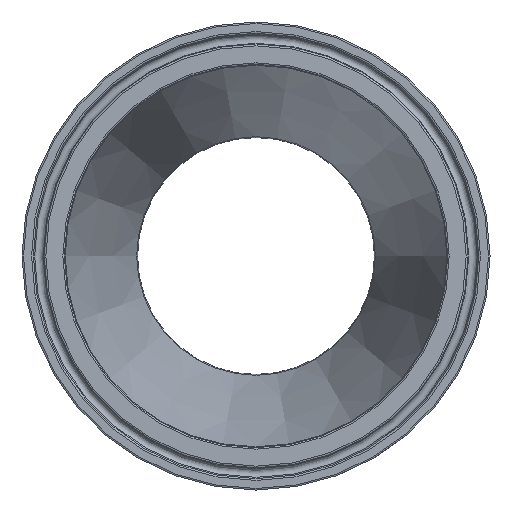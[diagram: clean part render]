
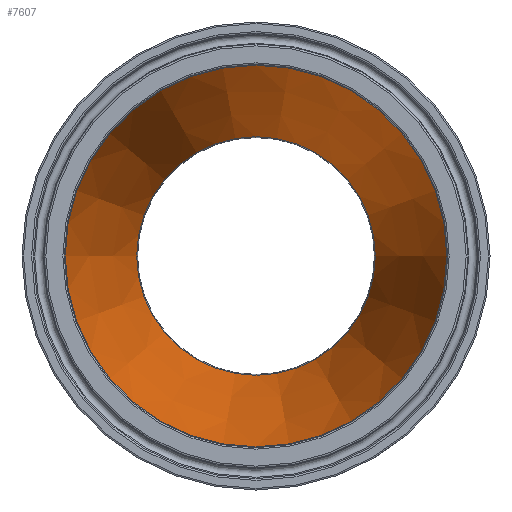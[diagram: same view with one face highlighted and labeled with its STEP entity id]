
A CAD part, left-side view. The second image highlights one B-rep face of the part: STEP entity #7607.
In plain terms, the highlighted conical face has half-angle 14.905 degrees and reference radius 39.395 mm.
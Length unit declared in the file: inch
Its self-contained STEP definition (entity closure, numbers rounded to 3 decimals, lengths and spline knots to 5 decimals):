
#16=CONICAL_SURFACE('',#8064,1.551,14.905);
#142=FACE_BOUND('',#1415,.T.);
#927=FACE_OUTER_BOUND('',#1414,.T.);
#1414=EDGE_LOOP('',(#7068));
#1415=EDGE_LOOP('',(#7069));
#1604=CIRCLE('',#8063,1.90859);
#1605=CIRCLE('',#8065,1.19341);
#3738=VERTEX_POINT('',#16561);
#3739=VERTEX_POINT('',#16564);
#4850=EDGE_CURVE('',#3738,#3738,#1604,.T.);
#4851=EDGE_CURVE('',#3739,#3739,#1605,.T.);
#7068=ORIENTED_EDGE('',*,*,#4851,.F.);
#7069=ORIENTED_EDGE('',*,*,#4850,.F.);
#7607=ADVANCED_FACE('',(#927,#142),#16,.F.);
#8063=AXIS2_PLACEMENT_3D('',#16562,#9466,#9467);
#8064=AXIS2_PLACEMENT_3D('',#16563,#9468,#9469);
#8065=AXIS2_PLACEMENT_3D('',#16565,#9470,#9471);
#9466=DIRECTION('center_axis',(1.,0.,0.));
#9467=DIRECTION('ref_axis',(0.,-1.,0.));
#9468=DIRECTION('center_axis',(-1.,0.,0.));
#9469=DIRECTION('ref_axis',(0.,1.,0.));
#9470=DIRECTION('center_axis',(-1.,0.,0.));
#9471=DIRECTION('ref_axis',(0.,-1.,0.));
#16561=CARTESIAN_POINT('',(0.4066,1.90859,0.));
#16562=CARTESIAN_POINT('Origin',(0.4066,0.,0.));
#16563=CARTESIAN_POINT('Origin',(1.75,0.,0.));
#16564=CARTESIAN_POINT('',(3.0934,1.19341,0.));
#16565=CARTESIAN_POINT('Origin',(3.0934,0.,0.));
